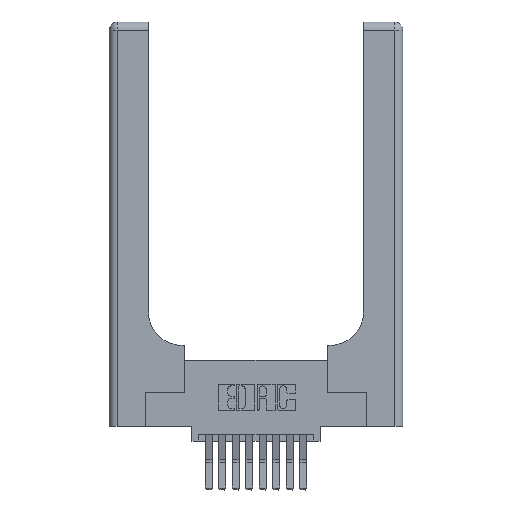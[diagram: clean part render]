
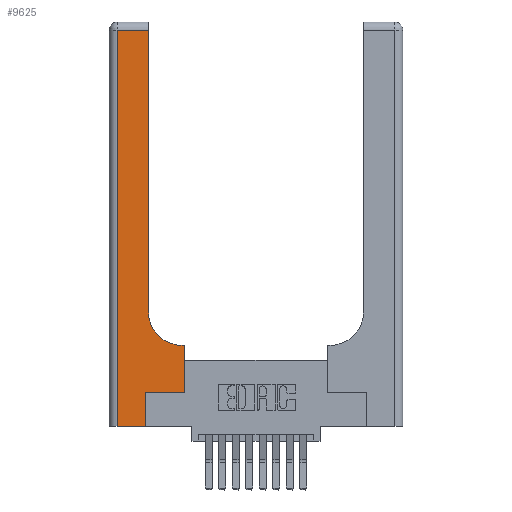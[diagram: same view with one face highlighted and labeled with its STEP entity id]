
A CAD part, top view. The second image highlights one B-rep face of the part: STEP entity #9625.
In plain terms, the highlighted planar face has unit normal (0, 0, 1).
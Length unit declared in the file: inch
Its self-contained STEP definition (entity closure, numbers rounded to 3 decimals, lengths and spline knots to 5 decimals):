
#170 = ORIENTED_EDGE ( 'NONE', *, *, #5066, .T. ) ;
#343 = EDGE_CURVE ( 'NONE', #10242, #12622, #8306, .T. ) ;
#405 = ORIENTED_EDGE ( 'NONE', *, *, #8935, .T. ) ;
#706 = DIRECTION ( 'NONE',  ( 0., 0., -1. ) ) ;
#1047 = CARTESIAN_POINT ( 'NONE',  ( 0.5415, 0.6, 0.37 ) ) ;
#1125 = VERTEX_POINT ( 'NONE', #5404 ) ;
#1142 = EDGE_LOOP ( 'NONE', ( #405, #2640, #1176, #4138, #170, #1304, #8946, #2800, #15276 ) ) ;
#1176 = ORIENTED_EDGE ( 'NONE', *, *, #343, .T. ) ;
#1280 = VECTOR ( 'NONE', #5236, 39.37008 ) ;
#1304 = ORIENTED_EDGE ( 'NONE', *, *, #11508, .T. ) ;
#1357 = CARTESIAN_POINT ( 'NONE',  ( 0.269, 0.25, 0.37 ) ) ;
#1694 = DIRECTION ( 'NONE',  ( 1., 0., 0. ) ) ;
#1727 = DIRECTION ( 'NONE',  ( 0., 1., 0. ) ) ;
#1766 = VECTOR ( 'NONE', #13865, 39.37008 ) ;
#2327 = DIRECTION ( 'NONE',  ( 0., 0., -1. ) ) ;
#2363 = CARTESIAN_POINT ( 'NONE',  ( 0.5585, 0.6, 0.37 ) ) ;
#2542 = DIRECTION ( 'NONE',  ( 1., 0., 0. ) ) ;
#2640 = ORIENTED_EDGE ( 'NONE', *, *, #9259, .T. ) ;
#2696 = VECTOR ( 'NONE', #15214, 39.37008 ) ;
#2800 = ORIENTED_EDGE ( 'NONE', *, *, #10514, .T. ) ;
#2811 = VECTOR ( 'NONE', #1727, 39.37008 ) ;
#3118 = AXIS2_PLACEMENT_3D ( 'NONE', #5685, #706, #5587 ) ;
#3405 = LINE ( 'NONE', #7910, #12032 ) ;
#3707 = VERTEX_POINT ( 'NONE', #14263 ) ;
#4138 = ORIENTED_EDGE ( 'NONE', *, *, #7294, .T. ) ;
#4139 = EDGE_CURVE ( 'NONE', #3707, #16040, #14336, .T. ) ;
#4565 = CARTESIAN_POINT ( 'NONE',  ( 0.06, 0., 0.37 ) ) ;
#4975 = CARTESIAN_POINT ( 'NONE',  ( 0.5585, 0.25, 0.37 ) ) ;
#5066 = EDGE_CURVE ( 'NONE', #6334, #12461, #7010, .T. ) ;
#5236 = DIRECTION ( 'NONE',  ( 0., -1., 0. ) ) ;
#5268 = DIRECTION ( 'NONE',  ( -1., 0., 0. ) ) ;
#5336 = VECTOR ( 'NONE', #13235, 39.37008 ) ;
#5404 = CARTESIAN_POINT ( 'NONE',  ( 0.2915, 2.94, 0.37 ) ) ;
#5587 = DIRECTION ( 'NONE',  ( 1., 0., 0. ) ) ;
#5685 = CARTESIAN_POINT ( 'NONE',  ( 0.5415, 0.85, 0.37 ) ) ;
#5698 = CARTESIAN_POINT ( 'NONE',  ( 0.2915, 0.85, 0.37 ) ) ;
#5999 = PLANE ( 'NONE',  #13364 ) ;
#6334 = VERTEX_POINT ( 'NONE', #11964 ) ;
#7010 = LINE ( 'NONE', #9959, #2696 ) ;
#7100 = LINE ( 'NONE', #8967, #11243 ) ;
#7113 = CIRCLE ( 'NONE', #3118, 0.25 ) ;
#7294 = EDGE_CURVE ( 'NONE', #12622, #6334, #3405, .T. ) ;
#7432 = EDGE_CURVE ( 'NONE', #8971, #12517, #7113, .T. ) ;
#7498 = LINE ( 'NONE', #10266, #2811 ) ;
#7644 = LINE ( 'NONE', #15683, #5336 ) ;
#7910 = CARTESIAN_POINT ( 'NONE',  ( 0., 0., 0.37 ) ) ;
#8222 = VECTOR ( 'NONE', #2542, 39.37008 ) ;
#8306 = LINE ( 'NONE', #12742, #1280 ) ;
#8833 = CARTESIAN_POINT ( 'NONE',  ( 0.06, 2.94, 0.37 ) ) ;
#8935 = EDGE_CURVE ( 'NONE', #12517, #1125, #7498, .T. ) ;
#8946 = ORIENTED_EDGE ( 'NONE', *, *, #4139, .T. ) ;
#8967 = CARTESIAN_POINT ( 'NONE',  ( 0., 2.94, 0.37 ) ) ;
#8971 = VERTEX_POINT ( 'NONE', #1047 ) ;
#9259 = EDGE_CURVE ( 'NONE', #1125, #10242, #7100, .T. ) ;
#9368 = CARTESIAN_POINT ( 'NONE',  ( 0.269, 0.25, 0.37 ) ) ;
#9625 = ADVANCED_FACE ( 'NONE', ( #11615 ), #5999, .F. ) ;
#9959 = CARTESIAN_POINT ( 'NONE',  ( 0.269, 0., 0.37 ) ) ;
#10242 = VERTEX_POINT ( 'NONE', #8833 ) ;
#10266 = CARTESIAN_POINT ( 'NONE',  ( 0.2915, 3., 0.37 ) ) ;
#10514 = EDGE_CURVE ( 'NONE', #16040, #8971, #7644, .T. ) ;
#11243 = VECTOR ( 'NONE', #5268, 39.37008 ) ;
#11508 = EDGE_CURVE ( 'NONE', #12461, #3707, #13177, .T. ) ;
#11615 = FACE_OUTER_BOUND ( 'NONE', #1142, .T. ) ;
#11964 = CARTESIAN_POINT ( 'NONE',  ( 0.269, 0., 0.37 ) ) ;
#12032 = VECTOR ( 'NONE', #1694, 39.37008 ) ;
#12461 = VERTEX_POINT ( 'NONE', #9368 ) ;
#12517 = VERTEX_POINT ( 'NONE', #5698 ) ;
#12622 = VERTEX_POINT ( 'NONE', #4565 ) ;
#12742 = CARTESIAN_POINT ( 'NONE',  ( 0.06, 3., 0.37 ) ) ;
#13177 = LINE ( 'NONE', #1357, #8222 ) ;
#13235 = DIRECTION ( 'NONE',  ( -1., 0., 0. ) ) ;
#13364 = AXIS2_PLACEMENT_3D ( 'NONE', #16248, #2327, #14918 ) ;
#13865 = DIRECTION ( 'NONE',  ( 0., 1., 0. ) ) ;
#14263 = CARTESIAN_POINT ( 'NONE',  ( 0.5585, 0.25, 0.37 ) ) ;
#14336 = LINE ( 'NONE', #4975, #1766 ) ;
#14918 = DIRECTION ( 'NONE',  ( -1., 0., 0. ) ) ;
#15214 = DIRECTION ( 'NONE',  ( 0., 1., 0. ) ) ;
#15276 = ORIENTED_EDGE ( 'NONE', *, *, #7432, .T. ) ;
#15683 = CARTESIAN_POINT ( 'NONE',  ( 0.2915, 0.6, 0.37 ) ) ;
#16040 = VERTEX_POINT ( 'NONE', #2363 ) ;
#16248 = CARTESIAN_POINT ( 'NONE',  ( 0., 3., 0.37 ) ) ;
